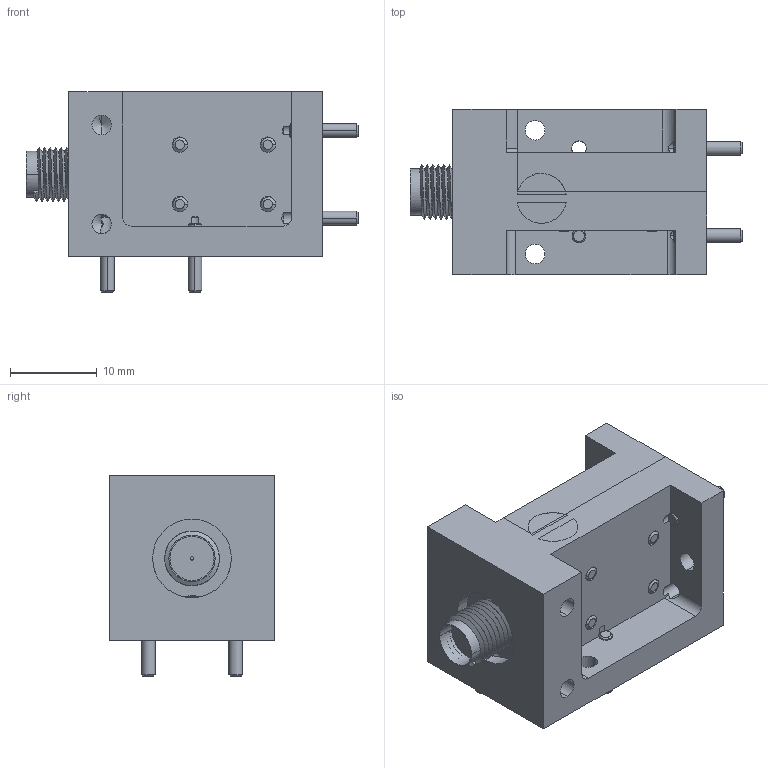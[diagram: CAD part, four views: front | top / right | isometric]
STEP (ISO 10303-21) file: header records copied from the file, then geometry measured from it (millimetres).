
FILE_DESCRIPTION (( 'STEP AP203' ), '1' );
FILE_NAME ('SFB-65310410-1010KF-N1.STEP', '2018-10-18T22:48:52', ( '' ), ( '' ), 'SwSTEP 2.0', 'SolidWorks 2016', '' );
FILE_SCHEMA (( 'CONFIG_CONTROL_DESIGN' ));
Length unit declared in the file: inch
Products named in the file (1): SFB-65310410-1010KF-N1
Bounding box: 38.33 x 19.05 x 23.11 mm (x, y, z)
Volume: 7506.6 mm3; surface area: 6307.3 mm2
Topology: 14 solids, 14 shells, 768 faces, 2027 edges, 1275 vertices
Faces by surface type: cylinder 419, cone 186, plane 148, bspline 15
Entity records: 31512 total; most frequent: CARTESIAN_POINT 14287, ORIENTED_EDGE 3994, DIRECTION 3194, EDGE_CURVE 1997, VERTEX_POINT 1275, AXIS2_PLACEMENT_3D 1190, EDGE_LOOP 832, LINE 814
